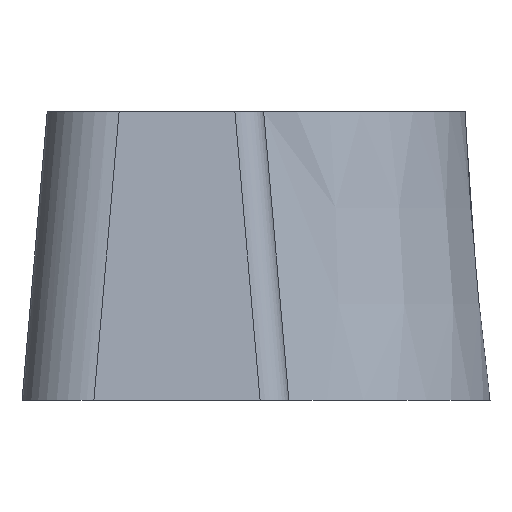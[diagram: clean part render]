
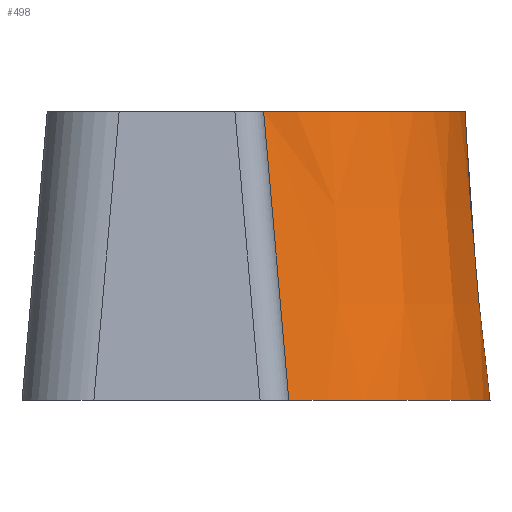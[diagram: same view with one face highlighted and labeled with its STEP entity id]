
A CAD part, front view. The second image highlights one B-rep face of the part: STEP entity #498.
In plain terms, the highlighted conical face has half-angle 5 degrees and reference radius 14 mm.
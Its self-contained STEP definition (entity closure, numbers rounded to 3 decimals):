
#15=(
BOUNDED_CURVE()
B_SPLINE_CURVE(2,(#856,#857,#858),.UNSPECIFIED.,.F.,.F.)
B_SPLINE_CURVE_WITH_KNOTS((3,3),(0.,1.011),.UNSPECIFIED.)
CURVE()
GEOMETRIC_REPRESENTATION_ITEM()
RATIONAL_B_SPLINE_CURVE((1.,1.,1.))
REPRESENTATION_ITEM('')
);
#20=(
BOUNDED_CURVE()
B_SPLINE_CURVE(2,(#877,#878,#879),.UNSPECIFIED.,.F.,.F.)
B_SPLINE_CURVE_WITH_KNOTS((3,3),(0.,1.011),.UNSPECIFIED.)
CURVE()
GEOMETRIC_REPRESENTATION_ITEM()
RATIONAL_B_SPLINE_CURVE((1.,1.,1.))
REPRESENTATION_ITEM('')
);
#23=(
BOUNDED_CURVE()
B_SPLINE_CURVE(2,(#896,#897,#898),.UNSPECIFIED.,.F.,.F.)
B_SPLINE_CURVE_WITH_KNOTS((3,3),(-2.203,-0.19),
 .UNSPECIFIED.)
CURVE()
GEOMETRIC_REPRESENTATION_ITEM()
RATIONAL_B_SPLINE_CURVE((1.,1.,1.))
REPRESENTATION_ITEM('')
);
#24=(
BOUNDED_CURVE()
B_SPLINE_CURVE(2,(#901,#902,#903),.UNSPECIFIED.,.F.,.F.)
B_SPLINE_CURVE_WITH_KNOTS((3,3),(-2.203,-0.19),
 .UNSPECIFIED.)
CURVE()
GEOMETRIC_REPRESENTATION_ITEM()
RATIONAL_B_SPLINE_CURVE((1.,1.,1.))
REPRESENTATION_ITEM('')
);
#72=FACE_OUTER_BOUND('',#102,.T.);
#102=EDGE_LOOP('',(#407,#408,#409,#410,#411,#412,#413,#414));
#186=CIRCLE('',#551,14.);
#190=CIRCLE('',#559,14.);
#197=CIRCLE('',#572,14.875);
#201=CIRCLE('',#584,15.75);
#207=VERTEX_POINT('',#785);
#208=VERTEX_POINT('',#787);
#223=VERTEX_POINT('',#817);
#224=VERTEX_POINT('',#819);
#233=VERTEX_POINT('',#847);
#234=VERTEX_POINT('',#848);
#241=VERTEX_POINT('',#895);
#242=VERTEX_POINT('',#899);
#258=EDGE_CURVE('',#207,#208,#186,.T.);
#274=EDGE_CURVE('',#223,#224,#190,.T.);
#287=EDGE_CURVE('',#233,#234,#197,.T.);
#291=EDGE_CURVE('',#234,#224,#15,.T.);
#297=EDGE_CURVE('',#207,#233,#20,.T.);
#303=EDGE_CURVE('',#223,#241,#23,.T.);
#304=EDGE_CURVE('',#241,#242,#201,.T.);
#305=EDGE_CURVE('',#208,#242,#24,.T.);
#407=ORIENTED_EDGE('',*,*,#297,.T.);
#408=ORIENTED_EDGE('',*,*,#287,.T.);
#409=ORIENTED_EDGE('',*,*,#291,.T.);
#410=ORIENTED_EDGE('',*,*,#274,.F.);
#411=ORIENTED_EDGE('',*,*,#303,.T.);
#412=ORIENTED_EDGE('',*,*,#304,.T.);
#413=ORIENTED_EDGE('',*,*,#305,.F.);
#414=ORIENTED_EDGE('',*,*,#258,.F.);
#481=CONICAL_SURFACE('',#583,14.,0.087);
#498=ADVANCED_FACE('',(#72),#481,.T.);
#551=AXIS2_PLACEMENT_3D('',#788,#629,#630);
#559=AXIS2_PLACEMENT_3D('',#820,#653,#654);
#572=AXIS2_PLACEMENT_3D('',#849,#685,#686);
#583=AXIS2_PLACEMENT_3D('',#894,#711,#712);
#584=AXIS2_PLACEMENT_3D('',#900,#713,#714);
#629=DIRECTION('center_axis',(0.,0.,1.));
#630=DIRECTION('ref_axis',(1.,0.,0.));
#653=DIRECTION('center_axis',(0.,0.,1.));
#654=DIRECTION('ref_axis',(1.,0.,0.));
#685=DIRECTION('center_axis',(0.,0.,-1.));
#686=DIRECTION('ref_axis',(1.,0.,0.));
#711=DIRECTION('center_axis',(0.,0.,-1.));
#712=DIRECTION('ref_axis',(1.,0.,0.));
#713=DIRECTION('center_axis',(0.,0.,1.));
#714=DIRECTION('ref_axis',(1.,0.,0.));
#785=CARTESIAN_POINT('',(24.884,44.73,0.));
#787=CARTESIAN_POINT('',(14.997,48.818,0.));
#788=CARTESIAN_POINT('Origin',(14.997,34.818,0.));
#817=CARTESIAN_POINT('',(14.997,20.818,0.));
#819=CARTESIAN_POINT('',(28.934,36.139,0.));
#820=CARTESIAN_POINT('Origin',(14.997,34.818,0.));
#847=CARTESIAN_POINT('',(26.335,44.447,-10.));
#848=CARTESIAN_POINT('',(29.639,37.438,-10.));
#849=CARTESIAN_POINT('Origin',(14.997,34.818,-10.));
#856=CARTESIAN_POINT('Ctrl Pts',(29.639,37.438,-10.));
#857=CARTESIAN_POINT('Ctrl Pts',(29.295,36.772,-4.784));
#858=CARTESIAN_POINT('Ctrl Pts',(28.934,36.139,0.));
#877=CARTESIAN_POINT('Ctrl Pts',(24.884,44.73,0.));
#878=CARTESIAN_POINT('Ctrl Pts',(25.601,44.605,-4.784));
#879=CARTESIAN_POINT('Ctrl Pts',(26.335,44.447,-10.));
#894=CARTESIAN_POINT('Origin',(14.997,34.818,0.));
#895=CARTESIAN_POINT('',(16.747,19.165,-20.));
#896=CARTESIAN_POINT('Ctrl Pts',(14.997,20.818,0.));
#897=CARTESIAN_POINT('Ctrl Pts',(15.823,19.992,-9.443));
#898=CARTESIAN_POINT('Ctrl Pts',(16.747,19.165,-20.));
#899=CARTESIAN_POINT('',(16.747,50.47,-20.));
#900=CARTESIAN_POINT('Origin',(14.997,34.818,-20.));
#901=CARTESIAN_POINT('Ctrl Pts',(14.997,48.818,0.));
#902=CARTESIAN_POINT('Ctrl Pts',(15.823,49.644,-9.443));
#903=CARTESIAN_POINT('Ctrl Pts',(16.747,50.47,-20.));
